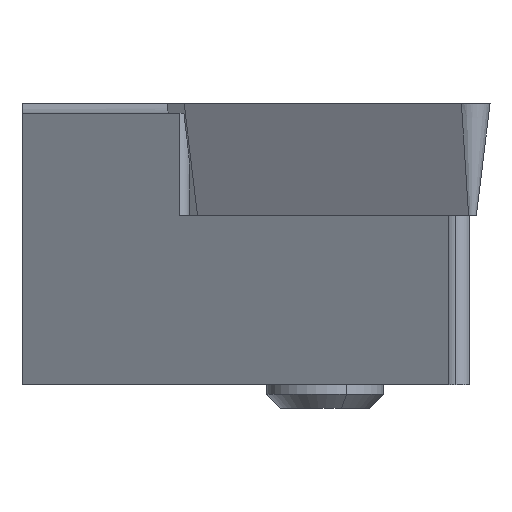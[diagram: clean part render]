
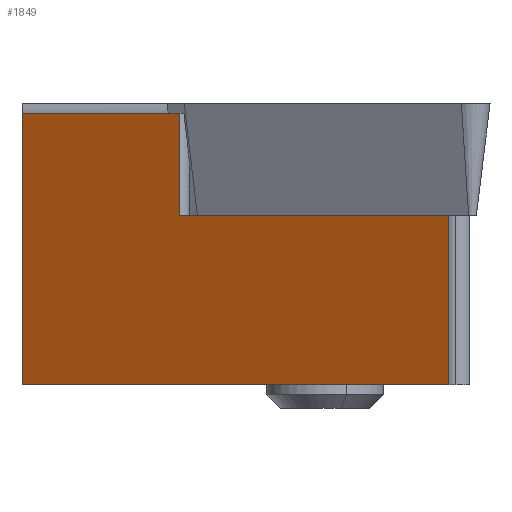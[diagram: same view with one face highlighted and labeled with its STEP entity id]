
A CAD part, left-side view. The second image highlights one B-rep face of the part: STEP entity #1849.
In plain terms, the highlighted planar face has unit normal (-0.848, 0.53, 0).
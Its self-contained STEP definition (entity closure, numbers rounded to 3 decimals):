
#12 = EDGE_CURVE ( 'NONE', #200, #951, #236, .T. ) ;
#57 = CARTESIAN_POINT ( 'NONE',  ( 6.399, 10., 6. ) ) ;
#75 = DIRECTION ( 'NONE',  ( 0., 0., -1. ) ) ;
#96 = VERTEX_POINT ( 'NONE', #1328 ) ;
#104 = CARTESIAN_POINT ( 'NONE',  ( 4.296, 6.634, 5.8 ) ) ;
#110 = VERTEX_POINT ( 'NONE', #1064 ) ;
#153 = ORIENTED_EDGE ( 'NONE', *, *, #526, .T. ) ;
#200 = VERTEX_POINT ( 'NONE', #104 ) ;
#226 = CARTESIAN_POINT ( 'NONE',  ( 6.399, 10., 5.8 ) ) ;
#236 = LINE ( 'NONE', #975, #689 ) ;
#397 = DIRECTION ( 'NONE',  ( 0.848, -0.53, 0. ) ) ;
#453 = VECTOR ( 'NONE', #1748, 1000. ) ;
#455 = LINE ( 'NONE', #57, #803 ) ;
#526 = EDGE_CURVE ( 'NONE', #951, #96, #455, .T. ) ;
#549 = ORIENTED_EDGE ( 'NONE', *, *, #913, .T. ) ;
#602 = EDGE_CURVE ( 'NONE', #110, #1411, #1232, .T. ) ;
#607 = VECTOR ( 'NONE', #1334, 1000. ) ;
#689 = VECTOR ( 'NONE', #956, 1000. ) ;
#757 = DIRECTION ( 'NONE',  ( 0.53, 0.848, 0. ) ) ;
#759 = ORIENTED_EDGE ( 'NONE', *, *, #12, .T. ) ;
#785 = DIRECTION ( 'NONE',  ( 0., 0., -1. ) ) ;
#803 = VECTOR ( 'NONE', #785, 1000. ) ;
#805 = LINE ( 'NONE', #1865, #1488 ) ;
#828 = VERTEX_POINT ( 'NONE', #2026 ) ;
#887 = EDGE_CURVE ( 'NONE', #110, #828, #989, .T. ) ;
#913 = EDGE_CURVE ( 'NONE', #96, #828, #805, .T. ) ;
#951 = VERTEX_POINT ( 'NONE', #226 ) ;
#952 = LINE ( 'NONE', #2376, #1121 ) ;
#956 = DIRECTION ( 'NONE',  ( 0.53, 0.848, 0. ) ) ;
#975 = CARTESIAN_POINT ( 'NONE',  ( 0.705, 0.889, 5.8 ) ) ;
#989 = LINE ( 'NONE', #1709, #607 ) ;
#1010 = DIRECTION ( 'NONE',  ( -0.53, -0.848, 0. ) ) ;
#1056 = CARTESIAN_POINT ( 'NONE',  ( 0.705, 0.889, 3.62 ) ) ;
#1064 = CARTESIAN_POINT ( 'NONE',  ( 0.705, 0.889, 3.62 ) ) ;
#1121 = VECTOR ( 'NONE', #75, 1000. ) ;
#1129 = ORIENTED_EDGE ( 'NONE', *, *, #1951, .F. ) ;
#1145 = PLANE ( 'NONE',  #2290 ) ;
#1232 = LINE ( 'NONE', #1056, #453 ) ;
#1311 = ORIENTED_EDGE ( 'NONE', *, *, #887, .F. ) ;
#1328 = CARTESIAN_POINT ( 'NONE',  ( 6.399, 10., 0. ) ) ;
#1334 = DIRECTION ( 'NONE',  ( 0., 0., -1. ) ) ;
#1411 = VERTEX_POINT ( 'NONE', #1642 ) ;
#1445 = FACE_OUTER_BOUND ( 'NONE', #2349, .T. ) ;
#1488 = VECTOR ( 'NONE', #1010, 1000. ) ;
#1496 = CARTESIAN_POINT ( 'NONE',  ( 0.705, 0.889, 6. ) ) ;
#1642 = CARTESIAN_POINT ( 'NONE',  ( 4.296, 6.634, 3.62 ) ) ;
#1709 = CARTESIAN_POINT ( 'NONE',  ( 0.705, 0.889, 6. ) ) ;
#1748 = DIRECTION ( 'NONE',  ( 0.53, 0.848, 0. ) ) ;
#1849 = ADVANCED_FACE ( 'NONE', ( #1445 ), #1145, .F. ) ;
#1865 = CARTESIAN_POINT ( 'NONE',  ( 0.705, 0.889, 0. ) ) ;
#1951 = EDGE_CURVE ( 'NONE', #200, #1411, #952, .T. ) ;
#2026 = CARTESIAN_POINT ( 'NONE',  ( 0.705, 0.889, 0. ) ) ;
#2290 = AXIS2_PLACEMENT_3D ( 'NONE', #1496, #397, #757 ) ;
#2297 = ORIENTED_EDGE ( 'NONE', *, *, #602, .T. ) ;
#2349 = EDGE_LOOP ( 'NONE', ( #1129, #759, #153, #549, #1311, #2297 ) ) ;
#2376 = CARTESIAN_POINT ( 'NONE',  ( 4.296, 6.634, 6. ) ) ;
